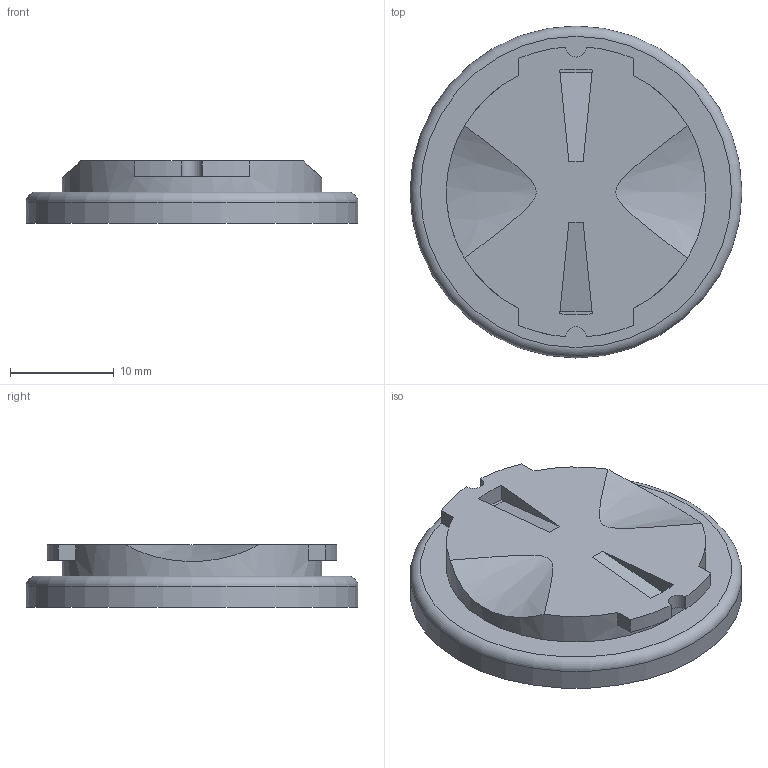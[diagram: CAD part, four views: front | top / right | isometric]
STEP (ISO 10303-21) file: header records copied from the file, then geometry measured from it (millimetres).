
FILE_DESCRIPTION(/* description */ (''),/* implementation_level */ '2;1');
FILE_NAME(/* name */ 'Quarter-turn v6.step',/* time_stamp */ '2017-04-27T07:53:42-04:00',/* author */ (''),/* organization */ (''),/* preprocessor_version */ 'ST-DEVELOPER v16.13',/* originating_system */ 'Autodesk Translation Framework v6.1.1.50',/* authorisation */ '');
FILE_SCHEMA (('AUTOMOTIVE_DESIGN { 1 0 10303 214 3 1 1 }'));
Length unit declared in the file: millimetre
Products named in the file (1): Quarter-turn v6
Bounding box: 32 x 32 x 6 mm (x, y, z)
Volume: 3780.9 mm3; surface area: 2196.2 mm2
Topology: 1 solids, 1 shells, 30 faces, 75 edges, 50 vertices
Faces by surface type: plane 17, cylinder 10, cone 2, torus 1
Full cylindrical faces by diameter (mm): 25 x1, 32 x1
Entity records: 1243 total; most frequent: CARTESIAN_POINT 500, DIRECTION 154, ORIENTED_EDGE 140, EDGE_CURVE 70, AXIS2_PLACEMENT_3D 57, VERTEX_POINT 48, LINE 40, VECTOR 40
